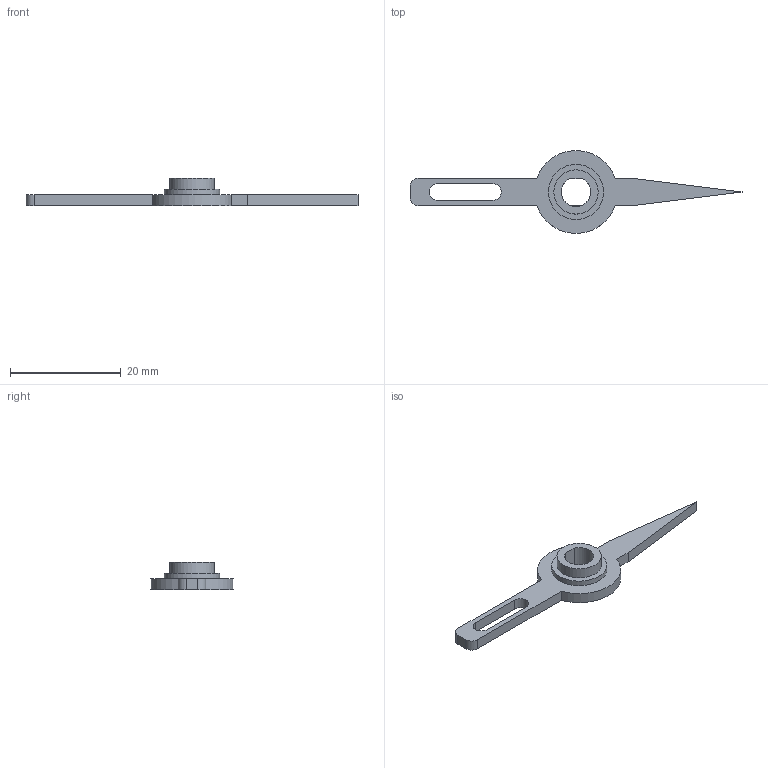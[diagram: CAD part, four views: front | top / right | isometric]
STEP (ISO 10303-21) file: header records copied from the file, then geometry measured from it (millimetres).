
FILE_DESCRIPTION(/* description */ (''),/* implementation_level */ '2;1');
FILE_NAME(/* name */ 'Test roulement v8.stp',/* time_stamp */ '2020-12-05T18:18:27+01:00',/* author */ (''),/* organization */ (''),/* preprocessor_version */ 'ST-DEVELOPER v18.1',/* originating_system */ 'Autodesk Translation Framework v9.3.0.1241',/* authorisation */ '');
FILE_SCHEMA (('AUTOMOTIVE_DESIGN { 1 0 10303 214 3 1 1 }'));
Length unit declared in the file: millimetre
Products named in the file (1): Test roulement
Bounding box: 60 x 14.95 x 5 mm (x, y, z)
Volume: 701.2 mm3; surface area: 1075.9 mm2
Topology: 1 solids, 1 shells, 25 faces, 63 edges, 42 vertices
Faces by surface type: plane 16, cylinder 9
Full cylindrical faces by diameter (mm): 8 x1, 10 x1
Entity records: 798 total; most frequent: DIRECTION 135, CARTESIAN_POINT 131, ORIENTED_EDGE 126, EDGE_CURVE 63, AXIS2_PLACEMENT_3D 46, LINE 43, VECTOR 43, VERTEX_POINT 42
